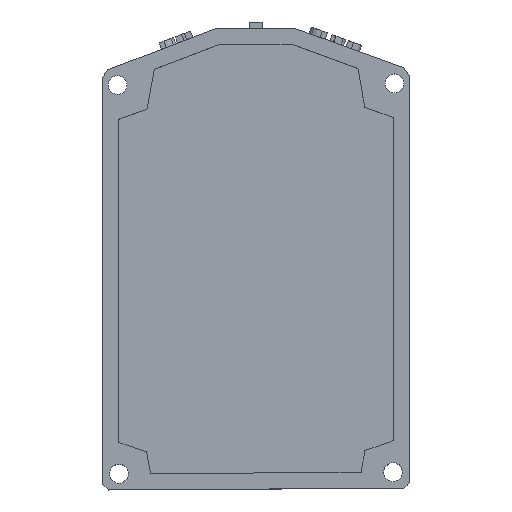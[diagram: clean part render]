
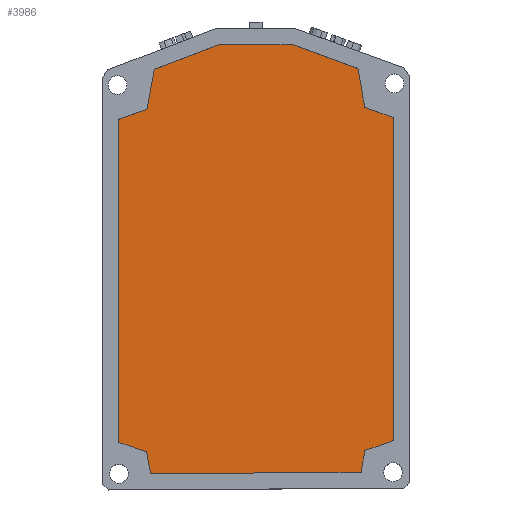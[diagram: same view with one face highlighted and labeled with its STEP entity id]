
A CAD part, top view. The second image highlights one B-rep face of the part: STEP entity #3986.
In plain terms, the highlighted planar face has unit normal (0, 0, 1).
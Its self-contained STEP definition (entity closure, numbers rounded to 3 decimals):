
#573=FACE_OUTER_BOUND('',#816,.T.);
#816=EDGE_LOOP('',(#3609,#3610,#3611,#3612,#3613,#3614,#3615,#3616,#3617,
#3618,#3619,#3620,#3621,#3622));
#989=LINE('',#7001,#1349);
#992=LINE('',#7006,#1352);
#994=LINE('',#7010,#1354);
#996=LINE('',#7014,#1356);
#998=LINE('',#7018,#1358);
#1000=LINE('',#7022,#1360);
#1002=LINE('',#7026,#1362);
#1172=LINE('',#7484,#1532);
#1174=LINE('',#7488,#1534);
#1175=LINE('',#7490,#1535);
#1176=LINE('',#7492,#1536);
#1177=LINE('',#7494,#1537);
#1178=LINE('',#7495,#1538);
#1179=LINE('',#7496,#1539);
#1349=VECTOR('',#4430,10.);
#1352=VECTOR('',#4435,10.);
#1354=VECTOR('',#4439,10.);
#1356=VECTOR('',#4443,10.);
#1358=VECTOR('',#4447,10.);
#1360=VECTOR('',#4451,10.);
#1362=VECTOR('',#4455,10.);
#1532=VECTOR('',#4919,10.);
#1534=VECTOR('',#4923,10.);
#1535=VECTOR('',#4924,10.);
#1536=VECTOR('',#4925,10.);
#1537=VECTOR('',#4926,10.);
#1538=VECTOR('',#4927,10.);
#1539=VECTOR('',#4928,10.);
#1776=VERTEX_POINT('',#6998);
#1777=VERTEX_POINT('',#7000);
#1778=VERTEX_POINT('',#7004);
#1779=VERTEX_POINT('',#7008);
#1780=VERTEX_POINT('',#7012);
#1781=VERTEX_POINT('',#7016);
#1782=VERTEX_POINT('',#7020);
#1783=VERTEX_POINT('',#7024);
#1923=VERTEX_POINT('',#7481);
#1924=VERTEX_POINT('',#7483);
#1925=VERTEX_POINT('',#7487);
#1926=VERTEX_POINT('',#7489);
#1927=VERTEX_POINT('',#7491);
#1928=VERTEX_POINT('',#7493);
#2256=EDGE_CURVE('',#1777,#1776,#989,.T.);
#2259=EDGE_CURVE('',#1778,#1776,#992,.T.);
#2261=EDGE_CURVE('',#1779,#1778,#994,.T.);
#2263=EDGE_CURVE('',#1780,#1779,#996,.F.);
#2265=EDGE_CURVE('',#1781,#1780,#998,.T.);
#2267=EDGE_CURVE('',#1782,#1781,#1000,.T.);
#2269=EDGE_CURVE('',#1783,#1782,#1002,.F.);
#2493=EDGE_CURVE('',#1924,#1923,#1172,.T.);
#2495=EDGE_CURVE('',#1925,#1923,#1174,.T.);
#2496=EDGE_CURVE('',#1926,#1925,#1175,.T.);
#2497=EDGE_CURVE('',#1926,#1927,#1176,.T.);
#2498=EDGE_CURVE('',#1928,#1927,#1177,.T.);
#2499=EDGE_CURVE('',#1777,#1928,#1178,.T.);
#2500=EDGE_CURVE('',#1783,#1924,#1179,.T.);
#3609=ORIENTED_EDGE('',*,*,#2493,.T.);
#3610=ORIENTED_EDGE('',*,*,#2495,.F.);
#3611=ORIENTED_EDGE('',*,*,#2496,.F.);
#3612=ORIENTED_EDGE('',*,*,#2497,.T.);
#3613=ORIENTED_EDGE('',*,*,#2498,.F.);
#3614=ORIENTED_EDGE('',*,*,#2499,.F.);
#3615=ORIENTED_EDGE('',*,*,#2256,.T.);
#3616=ORIENTED_EDGE('',*,*,#2259,.F.);
#3617=ORIENTED_EDGE('',*,*,#2261,.F.);
#3618=ORIENTED_EDGE('',*,*,#2263,.F.);
#3619=ORIENTED_EDGE('',*,*,#2265,.F.);
#3620=ORIENTED_EDGE('',*,*,#2267,.F.);
#3621=ORIENTED_EDGE('',*,*,#2269,.F.);
#3622=ORIENTED_EDGE('',*,*,#2500,.T.);
#3772=PLANE('',#4195);
#3986=ADVANCED_FACE('',(#573),#3772,.T.);
#4195=AXIS2_PLACEMENT_3D('',#7486,#4921,#4922);
#4430=DIRECTION('',(1.,0.006,0.));
#4435=DIRECTION('',(-0.178,-0.984,0.));
#4439=DIRECTION('',(-0.941,-0.338,0.));
#4443=DIRECTION('',(0.,1.,0.));
#4447=DIRECTION('',(0.94,-0.342,0.));
#4451=DIRECTION('',(0.174,-0.985,0.));
#4455=DIRECTION('',(-0.94,0.342,0.));
#4919=DIRECTION('',(-0.934,-0.357,0.));
#4921=DIRECTION('center_axis',(0.,0.,1.));
#4922=DIRECTION('ref_axis',(1.,0.,0.));
#4923=DIRECTION('',(0.18,0.984,0.));
#4924=DIRECTION('',(0.942,0.336,0.));
#4925=DIRECTION('',(0.,-1.,0.));
#4926=DIRECTION('',(-0.946,0.324,0.));
#4927=DIRECTION('',(-0.192,0.981,0.));
#4928=DIRECTION('',(-1.,0.,0.));
#6998=CARTESIAN_POINT('',(18.459,-33.813,1.));
#7000=CARTESIAN_POINT('',(-20.754,-34.045,1.));
#7001=CARTESIAN_POINT('',(-15.304,-34.013,1.));
#7004=CARTESIAN_POINT('',(19.188,-29.774,1.));
#7006=CARTESIAN_POINT('',(21.835,-15.123,1.));
#7008=CARTESIAN_POINT('',(24.443,-27.886,1.));
#7010=CARTESIAN_POINT('',(19.489,-29.666,1.));
#7012=CARTESIAN_POINT('',(24.443,32.366,1.));
#7014=CARTESIAN_POINT('',(24.443,-15.423,1.));
#7016=CARTESIAN_POINT('',(19.159,34.289,1.));
#7018=CARTESIAN_POINT('',(15.576,35.593,1.));
#7020=CARTESIAN_POINT('',(17.883,41.527,1.));
#7022=CARTESIAN_POINT('',(20.491,26.736,1.));
#7024=CARTESIAN_POINT('',(5.792,45.928,1.));
#7026=CARTESIAN_POINT('',(19.479,40.946,1.));
#7481=CARTESIAN_POINT('',(-20.094,41.358,1.));
#7483=CARTESIAN_POINT('',(-8.125,45.928,1.));
#7484=CARTESIAN_POINT('',(-11.481,44.647,1.));
#7486=CARTESIAN_POINT('Origin',(-1.128,5.915,1.));
#7487=CARTESIAN_POINT('',(-21.461,33.895,1.));
#7488=CARTESIAN_POINT('',(-23.455,23.013,1.));
#7489=CARTESIAN_POINT('',(-26.699,32.028,1.));
#7490=CARTESIAN_POINT('',(-20.48,34.245,1.));
#7491=CARTESIAN_POINT('',(-26.699,-28.227,1.));
#7492=CARTESIAN_POINT('',(-26.699,23.408,1.));
#7493=CARTESIAN_POINT('',(-21.549,-29.99,1.));
#7494=CARTESIAN_POINT('',(-18.732,-30.955,1.));
#7495=CARTESIAN_POINT('',(-23.925,-17.878,1.));
#7496=CARTESIAN_POINT('',(2.597,45.928,1.));
